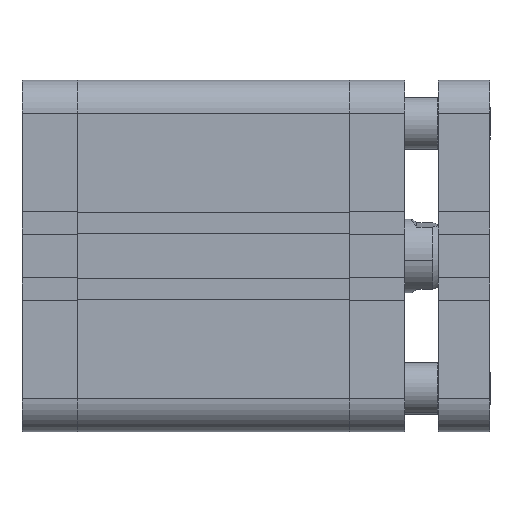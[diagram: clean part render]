
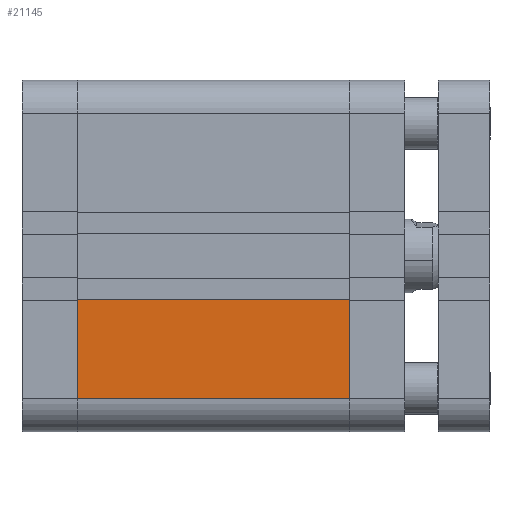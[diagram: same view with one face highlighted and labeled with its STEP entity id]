
A CAD part, front view. The second image highlights one B-rep face of the part: STEP entity #21145.
In plain terms, the highlighted planar face has unit normal (0, -1, 0).
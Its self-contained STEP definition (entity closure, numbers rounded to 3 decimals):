
#1675 = AXIS2_PLACEMENT_3D ( 'NONE', #18142, #3197, #34507 ) ;
#2657 = VECTOR ( 'NONE', #9258, 1000. ) ;
#2774 = CARTESIAN_POINT ( 'NONE',  ( 0., -47.75, -11.8 ) ) ;
#3197 = DIRECTION ( 'NONE',  ( 0., 1., 0. ) ) ;
#3218 = VECTOR ( 'NONE', #36666, 1000. ) ;
#4896 = VERTEX_POINT ( 'NONE', #5635 ) ;
#4904 = LINE ( 'NONE', #39897, #26473 ) ;
#5635 = CARTESIAN_POINT ( 'NONE',  ( 74., -47.75, -11.8 ) ) ;
#7869 = EDGE_CURVE ( 'NONE', #4896, #10847, #17822, .T. ) ;
#9258 = DIRECTION ( 'NONE',  ( 1., 0., 0. ) ) ;
#10847 = VERTEX_POINT ( 'NONE', #16484 ) ;
#11634 = DIRECTION ( 'NONE',  ( -1., 0., 0. ) ) ;
#12925 = EDGE_CURVE ( 'NONE', #35704, #10847, #37292, .T. ) ;
#13315 = VECTOR ( 'NONE', #11634, 1000. ) ;
#14494 = CARTESIAN_POINT ( 'NONE',  ( 74.001, -47.75, -11.8 ) ) ;
#14689 = LINE ( 'NONE', #14494, #13315 ) ;
#16016 = EDGE_LOOP ( 'NONE', ( #21004, #19990, #20401, #32683 ) ) ;
#16484 = CARTESIAN_POINT ( 'NONE',  ( 74., -47.75, -38.75 ) ) ;
#17822 = LINE ( 'NONE', #24190, #3218 ) ;
#18142 = CARTESIAN_POINT ( 'NONE',  ( 74., -47.75, -47.75 ) ) ;
#19990 = ORIENTED_EDGE ( 'NONE', *, *, #21771, .T. ) ;
#20401 = ORIENTED_EDGE ( 'NONE', *, *, #12925, .T. ) ;
#21004 = ORIENTED_EDGE ( 'NONE', *, *, #33092, .T. ) ;
#21145 = ADVANCED_FACE ( 'NONE', ( #24487 ), #40241, .F. ) ;
#21274 = DIRECTION ( 'NONE',  ( 0., 0., -1. ) ) ;
#21771 = EDGE_CURVE ( 'NONE', #38909, #35704, #4904, .T. ) ;
#24190 = CARTESIAN_POINT ( 'NONE',  ( 74., -47.75, -47.75 ) ) ;
#24487 = FACE_OUTER_BOUND ( 'NONE', #16016, .T. ) ;
#26473 = VECTOR ( 'NONE', #21274, 1000. ) ;
#29812 = CARTESIAN_POINT ( 'NONE',  ( 0., -47.75, -38.75 ) ) ;
#31574 = CARTESIAN_POINT ( 'NONE',  ( 74., -47.75, -38.75 ) ) ;
#32683 = ORIENTED_EDGE ( 'NONE', *, *, #7869, .F. ) ;
#33092 = EDGE_CURVE ( 'NONE', #4896, #38909, #14689, .T. ) ;
#34507 = DIRECTION ( 'NONE',  ( 0., 0., 1. ) ) ;
#35704 = VERTEX_POINT ( 'NONE', #29812 ) ;
#36666 = DIRECTION ( 'NONE',  ( 0., 0., -1. ) ) ;
#37292 = LINE ( 'NONE', #31574, #2657 ) ;
#38909 = VERTEX_POINT ( 'NONE', #2774 ) ;
#39897 = CARTESIAN_POINT ( 'NONE',  ( 0., -47.75, -47.75 ) ) ;
#40241 = PLANE ( 'NONE',  #1675 ) ;
